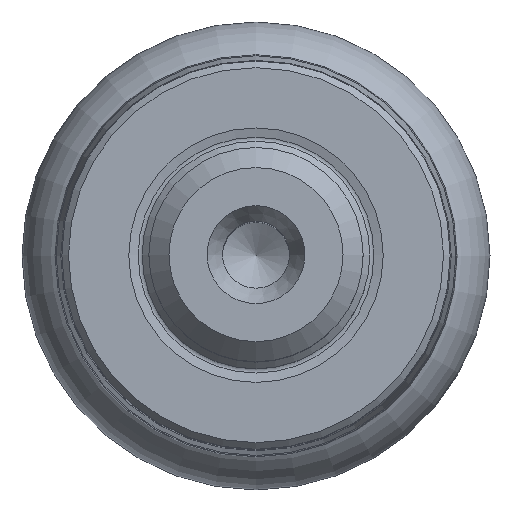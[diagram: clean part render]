
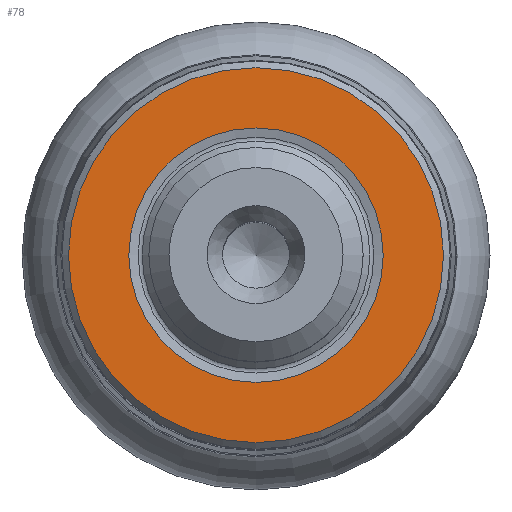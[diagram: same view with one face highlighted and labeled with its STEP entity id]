
A CAD part, top view. The second image highlights one B-rep face of the part: STEP entity #78.
In plain terms, the highlighted planar face has unit normal (0, 0, 1).
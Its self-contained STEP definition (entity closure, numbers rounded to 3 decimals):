
#78=ADVANCED_FACE('',(#106,#107),#103,.F.);
#103=PLANE('',#319);
#106=FACE_BOUND('',#153,.T.);
#107=FACE_BOUND('',#154,.T.);
#153=EDGE_LOOP('',(#199));
#154=EDGE_LOOP('',(#200));
#199=ORIENTED_EDGE('',*,*,#270,.T.);
#200=ORIENTED_EDGE('',*,*,#271,.T.);
#245=VERTEX_POINT('',#465);
#246=VERTEX_POINT('',#467);
#270=EDGE_CURVE('',#245,#245,#293,.T.);
#271=EDGE_CURVE('',#246,#246,#294,.T.);
#293=CIRCLE('',#317,9.499);
#294=CIRCLE('',#318,14.);
#317=AXIS2_PLACEMENT_3D('',#464,#367,#368);
#318=AXIS2_PLACEMENT_3D('',#466,#369,#370);
#319=AXIS2_PLACEMENT_3D('',#468,#371,#372);
#367=DIRECTION('',(0.,0.,-1.));
#368=DIRECTION('',(-1.,0.,0.));
#369=DIRECTION('',(0.,0.,1.));
#370=DIRECTION('',(-1.,0.,0.));
#371=DIRECTION('',(0.,0.,-1.));
#372=DIRECTION('',(-1.,0.,0.));
#464=CARTESIAN_POINT('',(0.,0.,0.));
#465=CARTESIAN_POINT('',(-9.499,0.,0.));
#466=CARTESIAN_POINT('',(0.,0.,0.));
#467=CARTESIAN_POINT('',(-14.,0.,0.));
#468=CARTESIAN_POINT('',(14.5,0.,0.));
